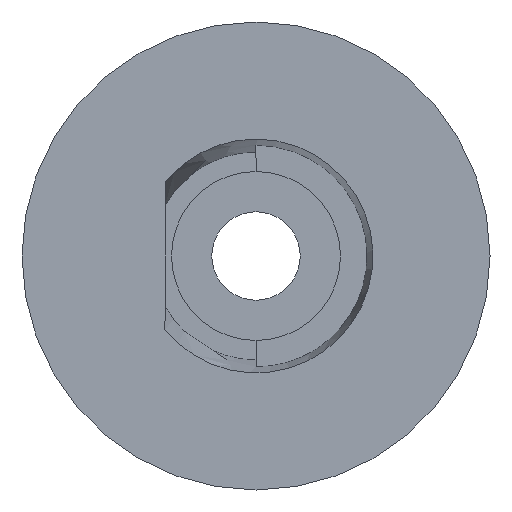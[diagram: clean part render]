
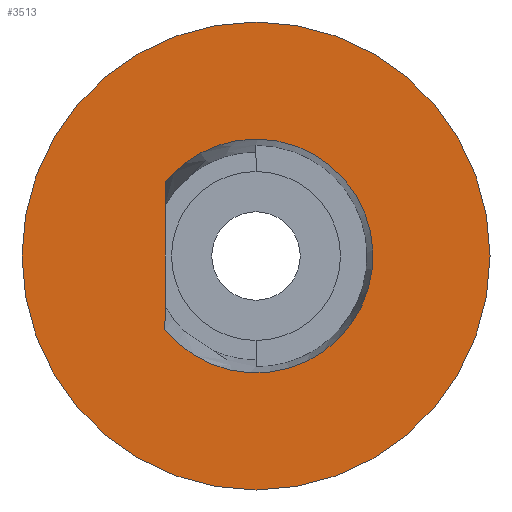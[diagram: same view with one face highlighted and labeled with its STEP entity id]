
A CAD part, left-side view. The second image highlights one B-rep face of the part: STEP entity #3513.
In plain terms, the highlighted planar face has unit normal (-1, 0, 0).
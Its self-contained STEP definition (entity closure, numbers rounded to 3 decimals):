
#29=B_SPLINE_CURVE_WITH_KNOTS('',3,(#5707,#5708,#5709,#5710,#5711,#5712,
#5713,#5714,#5715,#5716,#5717,#5718,#5719,#5720,#5721,#5722,#5723,#5724,
#5725,#5726,#5727,#5728),.UNSPECIFIED.,.F.,.F.,(4,3,3,3,3,3,3,4),(-2.222,
-1.905,-1.587,-1.27,-0.952,
-0.635,-0.317,0.),.UNSPECIFIED.);
#174=FACE_BOUND('',#1344,.T.);
#589=LINE('',#5735,#1006);
#1006=VECTOR('',#4653,10.);
#1171=FACE_OUTER_BOUND('',#1343,.T.);
#1343=EDGE_LOOP('',(#3168));
#1344=EDGE_LOOP('',(#3169,#3170));
#1417=CIRCLE('',#3787,9.);
#1739=VERTEX_POINT('',#5704);
#1740=VERTEX_POINT('',#5706);
#1742=VERTEX_POINT('',#5733);
#2218=EDGE_CURVE('',#1739,#1740,#29,.T.);
#2221=EDGE_CURVE('',#1742,#1742,#1417,.T.);
#2222=EDGE_CURVE('',#1740,#1739,#589,.T.);
#3168=ORIENTED_EDGE('',*,*,#2221,.F.);
#3169=ORIENTED_EDGE('',*,*,#2218,.F.);
#3170=ORIENTED_EDGE('',*,*,#2222,.F.);
#3350=PLANE('',#3786);
#3513=ADVANCED_FACE('',(#1171,#174),#3350,.T.);
#3786=AXIS2_PLACEMENT_3D('',#5732,#4649,#4650);
#3787=AXIS2_PLACEMENT_3D('',#5734,#4651,#4652);
#4649=DIRECTION('center_axis',(-1.,0.,0.));
#4650=DIRECTION('ref_axis',(0.,0.,1.));
#4651=DIRECTION('center_axis',(1.,0.,0.));
#4652=DIRECTION('ref_axis',(0.,0.,1.));
#4653=DIRECTION('',(0.,0.,-1.));
#5704=CARTESIAN_POINT('',(-39.833,3.5,-21.846));
#5706=CARTESIAN_POINT('',(-39.833,3.5,-16.195));
#5707=CARTESIAN_POINT('Ctrl Pts',(-39.833,3.5,-21.846));
#5708=CARTESIAN_POINT('Ctrl Pts',(-39.833,2.837,-22.667));
#5709=CARTESIAN_POINT('Ctrl Pts',(-39.833,1.875,-23.244));
#5710=CARTESIAN_POINT('Ctrl Pts',(-39.833,0.841,-23.441));
#5711=CARTESIAN_POINT('Ctrl Pts',(-39.833,-0.194,
-23.638));
#5712=CARTESIAN_POINT('Ctrl Pts',(-39.833,-1.302,-23.455));
#5713=CARTESIAN_POINT('Ctrl Pts',(-39.833,-2.219,-22.936));
#5714=CARTESIAN_POINT('Ctrl Pts',(-39.833,-3.136,-22.416));
#5715=CARTESIAN_POINT('Ctrl Pts',(-39.833,-3.862,-21.561));
#5716=CARTESIAN_POINT('Ctrl Pts',(-39.833,-4.225,-20.571));
#5717=CARTESIAN_POINT('Ctrl Pts',(-39.833,-4.588,-19.582));
#5718=CARTESIAN_POINT('Ctrl Pts',(-39.833,-4.588,-18.459));
#5719=CARTESIAN_POINT('Ctrl Pts',(-39.833,-4.225,-17.47));
#5720=CARTESIAN_POINT('Ctrl Pts',(-39.833,-3.862,-16.481));
#5721=CARTESIAN_POINT('Ctrl Pts',(-39.833,-3.135,-15.626));
#5722=CARTESIAN_POINT('Ctrl Pts',(-39.833,-2.219,-15.106));
#5723=CARTESIAN_POINT('Ctrl Pts',(-39.833,-1.302,-14.587));
#5724=CARTESIAN_POINT('Ctrl Pts',(-39.833,-0.194,
-14.404));
#5725=CARTESIAN_POINT('Ctrl Pts',(-39.833,0.84,-14.6));
#5726=CARTESIAN_POINT('Ctrl Pts',(-39.833,1.875,-14.797));
#5727=CARTESIAN_POINT('Ctrl Pts',(-39.833,2.837,-15.374));
#5728=CARTESIAN_POINT('Ctrl Pts',(-39.833,3.5,-16.195));
#5732=CARTESIAN_POINT('Origin',(-39.833,-0.527,-18.997));
#5733=CARTESIAN_POINT('',(-39.833,0.,-28.021));
#5734=CARTESIAN_POINT('Origin',(-39.833,0.,-19.021));
#5735=CARTESIAN_POINT('',(-39.833,3.5,-19.034));
